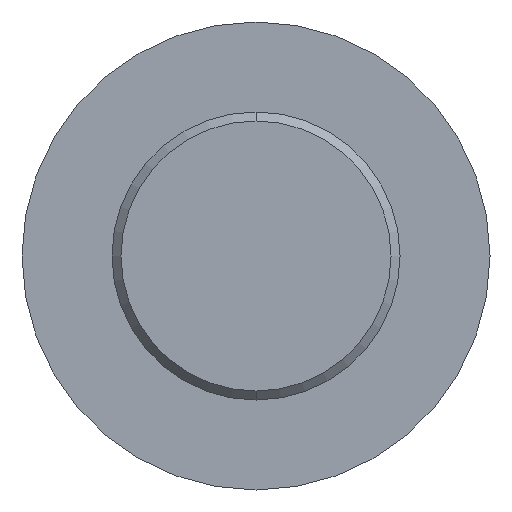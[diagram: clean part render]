
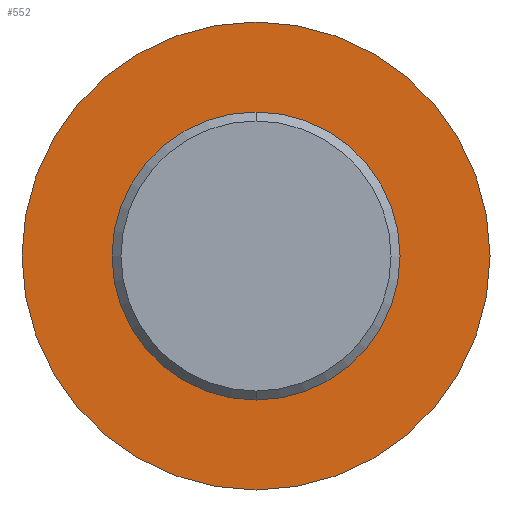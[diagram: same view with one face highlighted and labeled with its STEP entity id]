
A CAD part, front view. The second image highlights one B-rep face of the part: STEP entity #552.
In plain terms, the highlighted planar face has unit normal (0, -1, 0).
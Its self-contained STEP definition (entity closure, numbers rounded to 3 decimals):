
#1 = DIRECTION ( 'NONE',  ( 0., 0., 1. ) ) ;
#2 = DIRECTION ( 'NONE',  ( 0., -1., 0. ) ) ;
#3 = CARTESIAN_POINT ( 'NONE',  ( 0., 0., 0. ) ) ;
#7 = DIRECTION ( 'NONE',  ( 0., 0., 1. ) ) ;
#8 = DIRECTION ( 'NONE',  ( 0., -1., 0. ) ) ;
#9 = CARTESIAN_POINT ( 'NONE',  ( 0., 0., 0. ) ) ;
#60 = DIRECTION ( 'NONE',  ( 0., 0., 1. ) ) ;
#64 = DIRECTION ( 'NONE',  ( 0., 1., 0. ) ) ;
#67 = CARTESIAN_POINT ( 'NONE',  ( 0., 0., 0. ) ) ;
#86 = DIRECTION ( 'NONE',  ( 0., 0., 1. ) ) ;
#87 = DIRECTION ( 'NONE',  ( 0., 1., 0. ) ) ;
#89 = PLANE ( 'NONE',  #250 ) ;
#99 = CARTESIAN_POINT ( 'NONE',  ( 0., 0., 0. ) ) ;
#158 = CARTESIAN_POINT ( 'NONE',  ( 0., 0., -4. ) ) ;
#162 = CARTESIAN_POINT ( 'NONE',  ( 0., 0., 6.5 ) ) ;
#163 = CARTESIAN_POINT ( 'NONE',  ( 0., 0., -6.5 ) ) ;
#170 = CARTESIAN_POINT ( 'NONE',  ( 0., 0., 4. ) ) ;
#188 = DIRECTION ( 'NONE',  ( 0., 0., 1. ) ) ;
#189 = DIRECTION ( 'NONE',  ( 0., 1., 0. ) ) ;
#190 = CARTESIAN_POINT ( 'NONE',  ( 0., 0., 0. ) ) ;
#209 = EDGE_CURVE ( 'NONE', #477, #459, #318, .T. ) ;
#217 = EDGE_CURVE ( 'NONE', #515, #382, #486, .T. ) ;
#220 = EDGE_CURVE ( 'NONE', #382, #515, #353, .T. ) ;
#224 = EDGE_CURVE ( 'NONE', #459, #477, #316, .T. ) ;
#229 = AXIS2_PLACEMENT_3D ( 'NONE', #67, #64, #60 ) ;
#233 = AXIS2_PLACEMENT_3D ( 'NONE', #9, #8, #7 ) ;
#235 = AXIS2_PLACEMENT_3D ( 'NONE', #3, #2, #1 ) ;
#239 = AXIS2_PLACEMENT_3D ( 'NONE', #190, #189, #188 ) ;
#250 = AXIS2_PLACEMENT_3D ( 'NONE', #99, #87, #86 ) ;
#316 = CIRCLE ( 'NONE', #239, 6.5 ) ;
#318 = CIRCLE ( 'NONE', #229, 6.5 ) ;
#350 = ORIENTED_EDGE ( 'NONE', *, *, #209, .F. ) ;
#353 = CIRCLE ( 'NONE', #235, 4. ) ;
#362 = EDGE_LOOP ( 'NONE', ( #445, #483 ) ) ;
#369 = ORIENTED_EDGE ( 'NONE', *, *, #224, .F. ) ;
#382 = VERTEX_POINT ( 'NONE', #170 ) ;
#433 = FACE_BOUND ( 'NONE', #362, .T. ) ;
#445 = ORIENTED_EDGE ( 'NONE', *, *, #220, .F. ) ;
#457 = EDGE_LOOP ( 'NONE', ( #350, #369 ) ) ;
#459 = VERTEX_POINT ( 'NONE', #162 ) ;
#477 = VERTEX_POINT ( 'NONE', #163 ) ;
#483 = ORIENTED_EDGE ( 'NONE', *, *, #217, .F. ) ;
#486 = CIRCLE ( 'NONE', #233, 4. ) ;
#510 = FACE_OUTER_BOUND ( 'NONE', #457, .T. ) ;
#515 = VERTEX_POINT ( 'NONE', #158 ) ;
#552 = ADVANCED_FACE ( 'NONE', ( #510, #433 ), #89, .F. ) ;
